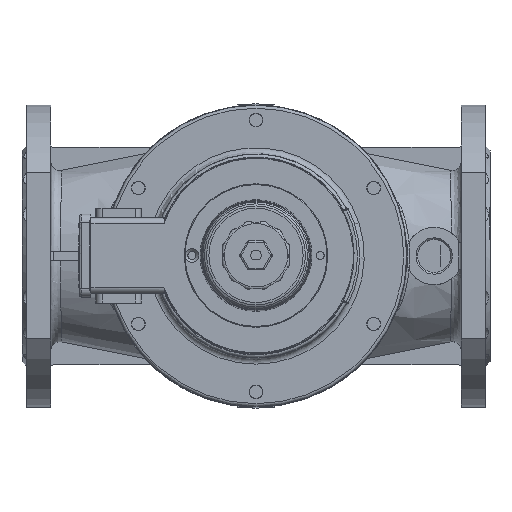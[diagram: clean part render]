
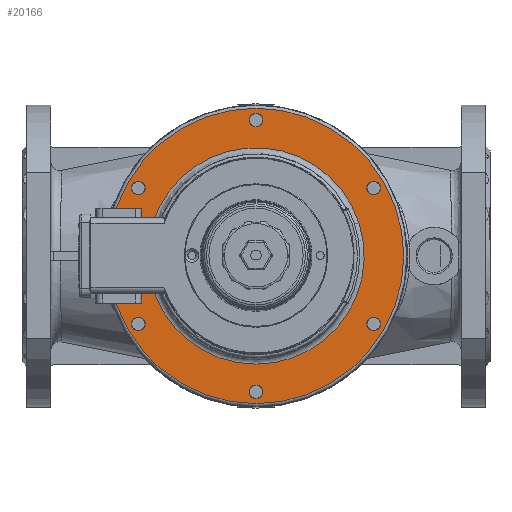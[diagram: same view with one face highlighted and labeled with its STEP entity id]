
A CAD part, top view. The second image highlights one B-rep face of the part: STEP entity #20166.
In plain terms, the highlighted planar face has unit normal (0, 0, 1).
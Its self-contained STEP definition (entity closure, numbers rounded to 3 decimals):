
#4276=PLANE('',#21492);
#4719=FACE_BOUND('',#6302,.T.);
#4720=FACE_BOUND('',#6303,.T.);
#4721=FACE_BOUND('',#6304,.T.);
#4722=FACE_BOUND('',#6305,.T.);
#4723=FACE_BOUND('',#6306,.T.);
#4724=FACE_BOUND('',#6307,.T.);
#4725=FACE_BOUND('',#6308,.T.);
#4726=FACE_BOUND('',#6309,.T.);
#6302=EDGE_LOOP('',(#14052));
#6303=EDGE_LOOP('',(#14053));
#6304=EDGE_LOOP('',(#14054));
#6305=EDGE_LOOP('',(#14055));
#6306=EDGE_LOOP('',(#14056));
#6307=EDGE_LOOP('',(#14057));
#6308=EDGE_LOOP('',(#14058));
#6309=EDGE_LOOP('',(#14059));
#7697=CIRCLE('',#21487,7.168);
#7701=CIRCLE('',#21493,0.45);
#7702=CIRCLE('',#21494,0.45);
#7703=CIRCLE('',#21495,0.45);
#7704=CIRCLE('',#21496,0.45);
#7705=CIRCLE('',#21497,0.45);
#7706=CIRCLE('',#21498,0.45);
#7707=CIRCLE('',#21499,9.786);
#8547=VERTEX_POINT('',#28471);
#8554=VERTEX_POINT('',#28500);
#8555=VERTEX_POINT('',#28502);
#8556=VERTEX_POINT('',#28504);
#8557=VERTEX_POINT('',#28506);
#8558=VERTEX_POINT('',#28508);
#8559=VERTEX_POINT('',#28510);
#8560=VERTEX_POINT('',#28512);
#10697=EDGE_CURVE('',#8547,#8547,#7697,.T.);
#10705=EDGE_CURVE('',#8554,#8554,#7701,.T.);
#10706=EDGE_CURVE('',#8555,#8555,#7702,.T.);
#10707=EDGE_CURVE('',#8556,#8556,#7703,.T.);
#10708=EDGE_CURVE('',#8557,#8557,#7704,.T.);
#10709=EDGE_CURVE('',#8558,#8558,#7705,.T.);
#10710=EDGE_CURVE('',#8559,#8559,#7706,.T.);
#10711=EDGE_CURVE('',#8560,#8560,#7707,.T.);
#14052=ORIENTED_EDGE('',*,*,#10705,.T.);
#14053=ORIENTED_EDGE('',*,*,#10706,.T.);
#14054=ORIENTED_EDGE('',*,*,#10707,.T.);
#14055=ORIENTED_EDGE('',*,*,#10708,.T.);
#14056=ORIENTED_EDGE('',*,*,#10709,.T.);
#14057=ORIENTED_EDGE('',*,*,#10710,.T.);
#14058=ORIENTED_EDGE('',*,*,#10711,.F.);
#14059=ORIENTED_EDGE('',*,*,#10697,.F.);
#20166=ADVANCED_FACE('',(#4719,#4720,#4721,#4722,#4723,#4724,#4725,#4726),
#4276,.T.);
#21487=AXIS2_PLACEMENT_3D('',#28472,#23478,#23479);
#21492=AXIS2_PLACEMENT_3D('',#28499,#23488,#23489);
#21493=AXIS2_PLACEMENT_3D('',#28501,#23490,#23491);
#21494=AXIS2_PLACEMENT_3D('',#28503,#23492,#23493);
#21495=AXIS2_PLACEMENT_3D('',#28505,#23494,#23495);
#21496=AXIS2_PLACEMENT_3D('',#28507,#23496,#23497);
#21497=AXIS2_PLACEMENT_3D('',#28509,#23498,#23499);
#21498=AXIS2_PLACEMENT_3D('',#28511,#23500,#23501);
#21499=AXIS2_PLACEMENT_3D('',#28513,#23502,#23503);
#23478=DIRECTION('center_axis',(0.,0.,
1.));
#23479=DIRECTION('ref_axis',(0.,1.,0.));
#23488=DIRECTION('center_axis',(0.,0.,
1.));
#23489=DIRECTION('ref_axis',(1.,0.,0.));
#23490=DIRECTION('center_axis',(0.,0.,
-1.));
#23491=DIRECTION('ref_axis',(0.866,0.5,0.));
#23492=DIRECTION('center_axis',(0.,0.,
-1.));
#23493=DIRECTION('ref_axis',(0.866,-0.5,0.));
#23494=DIRECTION('center_axis',(0.,0.,
-1.));
#23495=DIRECTION('ref_axis',(0.,-1.,0.));
#23496=DIRECTION('center_axis',(0.,0.,
-1.));
#23497=DIRECTION('ref_axis',(-0.866,-0.5,0.));
#23498=DIRECTION('center_axis',(0.,0.,
-1.));
#23499=DIRECTION('ref_axis',(-0.866,0.5,0.));
#23500=DIRECTION('center_axis',(0.,0.,
-1.));
#23501=DIRECTION('ref_axis',(0.,1.,0.));
#23502=DIRECTION('center_axis',(0.,0.,
-1.));
#23503=DIRECTION('ref_axis',(0.,1.,0.));
#28471=CARTESIAN_POINT('',(0.,-7.168,7.1));
#28472=CARTESIAN_POINT('Origin',(0.,0.,
7.1));
#28499=CARTESIAN_POINT('Origin',(0.,-8.378,
7.1));
#28500=CARTESIAN_POINT('',(-0.39,-9.225,7.1));
#28501=CARTESIAN_POINT('Origin',(0.,-9.,
7.1));
#28502=CARTESIAN_POINT('',(-8.184,-4.275,7.1));
#28503=CARTESIAN_POINT('Origin',(-7.794,-4.5,7.1));
#28504=CARTESIAN_POINT('',(-7.794,4.95,7.1));
#28505=CARTESIAN_POINT('Origin',(-7.794,4.5,7.1));
#28506=CARTESIAN_POINT('',(0.39,9.225,7.1));
#28507=CARTESIAN_POINT('Origin',(0.,9.,
7.1));
#28508=CARTESIAN_POINT('',(8.184,4.275,7.1));
#28509=CARTESIAN_POINT('Origin',(7.794,4.5,7.1));
#28510=CARTESIAN_POINT('',(7.794,-4.95,7.1));
#28511=CARTESIAN_POINT('Origin',(7.794,-4.5,7.1));
#28512=CARTESIAN_POINT('',(0.,-9.786,7.1));
#28513=CARTESIAN_POINT('Origin',(0.,0.,
7.1));
